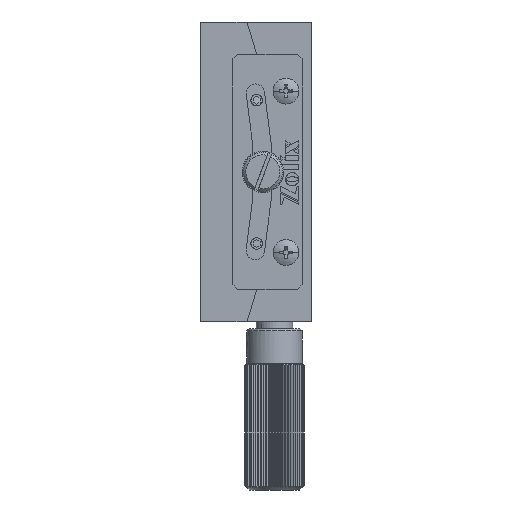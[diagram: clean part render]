
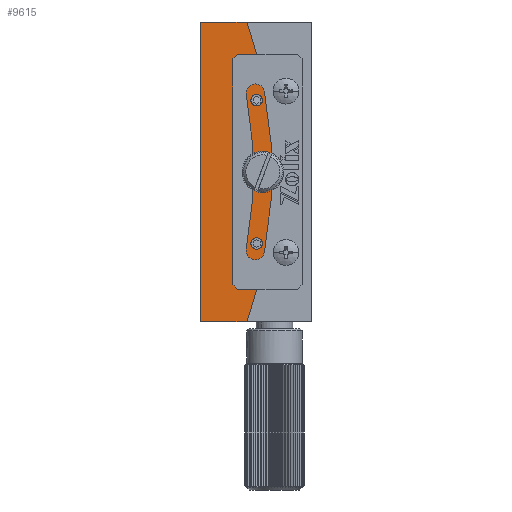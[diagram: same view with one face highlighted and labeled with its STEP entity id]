
A CAD part, left-side view. The second image highlights one B-rep face of the part: STEP entity #9615.
In plain terms, the highlighted planar face has unit normal (-1, 0, 0).
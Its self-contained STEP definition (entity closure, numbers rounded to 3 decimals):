
#296 = CARTESIAN_POINT ( 'NONE',  ( -31.391, 15.061, -32.5 ) ) ;
#459 = VERTEX_POINT ( 'NONE', #5438 ) ;
#546 = VERTEX_POINT ( 'NONE', #1082 ) ;
#631 = EDGE_LOOP ( 'NONE', ( #25321, #5618 ) ) ;
#1082 = CARTESIAN_POINT ( 'NONE',  ( -31.391, 1.561, -1.25 ) ) ;
#1092 = VECTOR ( 'NONE', #14831, 1000. ) ;
#1267 = AXIS2_PLACEMENT_3D ( 'NONE', #17704, #24039, #19793 ) ;
#1440 = CARTESIAN_POINT ( 'NONE',  ( -31.391, 1.561, 0. ) ) ;
#1504 = CARTESIAN_POINT ( 'NONE',  ( -31.391, 5.576, -23.93 ) ) ;
#1600 = VECTOR ( 'NONE', #10929, 1000. ) ;
#2354 = EDGE_CURVE ( 'NONE', #21345, #8518, #4556, .T. ) ;
#2429 = EDGE_CURVE ( 'NONE', #20170, #11359, #25852, .T. ) ;
#2803 = AXIS2_PLACEMENT_3D ( 'NONE', #3453, #17891, #7987 ) ;
#3453 = CARTESIAN_POINT ( 'NONE',  ( -31.391, 5.576, 22.905 ) ) ;
#3594 = CARTESIAN_POINT ( 'NONE',  ( -31.391, 2.92, -15.542 ) ) ;
#3629 = DIRECTION ( 'NONE',  ( 0., 0., -1. ) ) ;
#3666 = DIRECTION ( 'NONE',  ( 0., 0., -1. ) ) ;
#3801 = ORIENTED_EDGE ( 'NONE', *, *, #18323, .F. ) ;
#3812 = CARTESIAN_POINT ( 'NONE',  ( -31.391, 5.576, 21.88 ) ) ;
#4127 = AXIS2_PLACEMENT_3D ( 'NONE', #7888, #16079, #3629 ) ;
#4371 = CARTESIAN_POINT ( 'NONE',  ( -31.391, 14.935, 32.5 ) ) ;
#4556 = CIRCLE ( 'NONE', #10972, 1.25 ) ;
#4597 = FACE_BOUND ( 'NONE', #631, .T. ) ;
#4643 = CARTESIAN_POINT ( 'NONE',  ( -31.391, 2.92, -14.292 ) ) ;
#4785 = EDGE_CURVE ( 'NONE', #11775, #22612, #14838, .T. ) ;
#5027 = ORIENTED_EDGE ( 'NONE', *, *, #12287, .F. ) ;
#5374 = AXIS2_PLACEMENT_3D ( 'NONE', #11285, #19394, #19756 ) ;
#5438 = CARTESIAN_POINT ( 'NONE',  ( -31.391, 15.061, 32.5 ) ) ;
#5618 = ORIENTED_EDGE ( 'NONE', *, *, #10526, .F. ) ;
#6121 = VERTEX_POINT ( 'NONE', #19759 ) ;
#6279 = CARTESIAN_POINT ( 'NONE',  ( -31.391, 5.576, -21.88 ) ) ;
#6315 = CARTESIAN_POINT ( 'NONE',  ( -31.391, 2.92, -15.542 ) ) ;
#6409 = ORIENTED_EDGE ( 'NONE', *, *, #17218, .F. ) ;
#6612 = LINE ( 'NONE', #4371, #1092 ) ;
#6667 = DIRECTION ( 'NONE',  ( 0., 0., 1. ) ) ;
#7125 = EDGE_CURVE ( 'NONE', #20513, #7197, #10850, .T. ) ;
#7197 = VERTEX_POINT ( 'NONE', #3812 ) ;
#7753 = EDGE_CURVE ( 'NONE', #546, #6121, #16616, .T. ) ;
#7888 = CARTESIAN_POINT ( 'NONE',  ( -31.391, 91.061, 0. ) ) ;
#7985 = DIRECTION ( 'NONE',  ( 0., 0., 1. ) ) ;
#7987 = DIRECTION ( 'NONE',  ( 0., 0., 1. ) ) ;
#8139 = CARTESIAN_POINT ( 'NONE',  ( -31.391, 2.92, 16.792 ) ) ;
#8230 = AXIS2_PLACEMENT_3D ( 'NONE', #1440, #13899, #20097 ) ;
#8412 = CIRCLE ( 'NONE', #8230, 1.25 ) ;
#8471 = EDGE_CURVE ( 'NONE', #459, #14721, #8534, .T. ) ;
#8502 = DIRECTION ( 'NONE',  ( 0., 0., 1. ) ) ;
#8518 = VERTEX_POINT ( 'NONE', #18005 ) ;
#8534 = LINE ( 'NONE', #15944, #24994 ) ;
#8832 = CARTESIAN_POINT ( 'NONE',  ( -31.391, 2.92, 15.542 ) ) ;
#8841 = ORIENTED_EDGE ( 'NONE', *, *, #12604, .F. ) ;
#9036 = EDGE_LOOP ( 'NONE', ( #5027, #23262, #10142, #26315 ) ) ;
#9398 = EDGE_LOOP ( 'NONE', ( #6409, #21473 ) ) ;
#9593 = AXIS2_PLACEMENT_3D ( 'NONE', #8832, #18998, #6667 ) ;
#9615 = ADVANCED_FACE ( 'NONE', ( #14917, #16853, #12008, #4597, #25247, #19747 ), #15925, .F. ) ;
#9652 = DIRECTION ( 'NONE',  ( 0., 0., 1. ) ) ;
#10142 = ORIENTED_EDGE ( 'NONE', *, *, #8471, .T. ) ;
#10159 = AXIS2_PLACEMENT_3D ( 'NONE', #3594, #11720, #9652 ) ;
#10316 = DIRECTION ( 'NONE',  ( -1., 0., 0. ) ) ;
#10452 = CIRCLE ( 'NONE', #2803, 1.025 ) ;
#10526 = EDGE_CURVE ( 'NONE', #8518, #21345, #25864, .T. ) ;
#10850 = CIRCLE ( 'NONE', #24091, 1.025 ) ;
#10929 = DIRECTION ( 'NONE',  ( 0., -1., 0. ) ) ;
#10972 = AXIS2_PLACEMENT_3D ( 'NONE', #6315, #16573, #23056 ) ;
#11285 = CARTESIAN_POINT ( 'NONE',  ( -31.391, 2.92, 15.542 ) ) ;
#11291 = DIRECTION ( 'NONE',  ( 0., 0., 1. ) ) ;
#11359 = VERTEX_POINT ( 'NONE', #8139 ) ;
#11720 = DIRECTION ( 'NONE',  ( -1., 0., 0. ) ) ;
#11775 = VERTEX_POINT ( 'NONE', #1504 ) ;
#12008 = FACE_BOUND ( 'NONE', #21790, .T. ) ;
#12287 = EDGE_CURVE ( 'NONE', #24974, #17146, #17343, .T. ) ;
#12296 = CARTESIAN_POINT ( 'NONE',  ( -31.391, 5.576, 22.905 ) ) ;
#12604 = EDGE_CURVE ( 'NONE', #11359, #20170, #22511, .T. ) ;
#12742 = ORIENTED_EDGE ( 'NONE', *, *, #16038, .F. ) ;
#13592 = DIRECTION ( 'NONE',  ( 0., 0., -1. ) ) ;
#13899 = DIRECTION ( 'NONE',  ( -1., 0., 0. ) ) ;
#14294 = AXIS2_PLACEMENT_3D ( 'NONE', #22156, #17640, #13592 ) ;
#14646 = CARTESIAN_POINT ( 'NONE',  ( -31.391, 4.992, -32.5 ) ) ;
#14721 = VERTEX_POINT ( 'NONE', #296 ) ;
#14728 = CARTESIAN_POINT ( 'NONE',  ( -31.391, 14.935, -32.5 ) ) ;
#14831 = DIRECTION ( 'NONE',  ( 0., 1., 0. ) ) ;
#14838 = CIRCLE ( 'NONE', #26746, 1.025 ) ;
#14917 = FACE_BOUND ( 'NONE', #9398, .T. ) ;
#15402 = CARTESIAN_POINT ( 'NONE',  ( -31.391, 4.992, 32.5 ) ) ;
#15925 = PLANE ( 'NONE',  #14294 ) ;
#15944 = CARTESIAN_POINT ( 'NONE',  ( -31.391, 15.061, 51.661 ) ) ;
#16038 = EDGE_CURVE ( 'NONE', #7197, #20513, #10452, .T. ) ;
#16079 = DIRECTION ( 'NONE',  ( 1., 0., 0. ) ) ;
#16573 = DIRECTION ( 'NONE',  ( -1., 0., 0. ) ) ;
#16616 = CIRCLE ( 'NONE', #1267, 1.25 ) ;
#16853 = FACE_BOUND ( 'NONE', #24513, .T. ) ;
#17146 = VERTEX_POINT ( 'NONE', #14646 ) ;
#17218 = EDGE_CURVE ( 'NONE', #22612, #11775, #26212, .T. ) ;
#17343 = CIRCLE ( 'NONE', #4127, 92. ) ;
#17640 = DIRECTION ( 'NONE',  ( 1., 0., 0. ) ) ;
#17704 = CARTESIAN_POINT ( 'NONE',  ( -31.391, 1.561, 0. ) ) ;
#17891 = DIRECTION ( 'NONE',  ( -1., 0., 0. ) ) ;
#18005 = CARTESIAN_POINT ( 'NONE',  ( -31.391, 2.92, -16.792 ) ) ;
#18168 = CARTESIAN_POINT ( 'NONE',  ( -31.391, 5.576, 23.93 ) ) ;
#18323 = EDGE_CURVE ( 'NONE', #6121, #546, #8412, .T. ) ;
#18770 = CARTESIAN_POINT ( 'NONE',  ( -31.391, 5.576, -22.905 ) ) ;
#18998 = DIRECTION ( 'NONE',  ( -1., 0., 0. ) ) ;
#19394 = DIRECTION ( 'NONE',  ( -1., 0., 0. ) ) ;
#19575 = ORIENTED_EDGE ( 'NONE', *, *, #7125, .F. ) ;
#19747 = FACE_OUTER_BOUND ( 'NONE', #9036, .T. ) ;
#19756 = DIRECTION ( 'NONE',  ( 0., 0., 1. ) ) ;
#19759 = CARTESIAN_POINT ( 'NONE',  ( -31.391, 1.561, 1.25 ) ) ;
#19793 = DIRECTION ( 'NONE',  ( 0., 0., 1. ) ) ;
#19994 = LINE ( 'NONE', #14728, #1600 ) ;
#20097 = DIRECTION ( 'NONE',  ( 0., 0., 1. ) ) ;
#20170 = VERTEX_POINT ( 'NONE', #21247 ) ;
#20513 = VERTEX_POINT ( 'NONE', #18168 ) ;
#20549 = ORIENTED_EDGE ( 'NONE', *, *, #2429, .F. ) ;
#20848 = DIRECTION ( 'NONE',  ( -1., 0., 0. ) ) ;
#21223 = EDGE_LOOP ( 'NONE', ( #8841, #20549 ) ) ;
#21247 = CARTESIAN_POINT ( 'NONE',  ( -31.391, 2.92, 14.292 ) ) ;
#21345 = VERTEX_POINT ( 'NONE', #4643 ) ;
#21473 = ORIENTED_EDGE ( 'NONE', *, *, #4785, .F. ) ;
#21479 = CARTESIAN_POINT ( 'NONE',  ( -31.391, 5.576, -22.905 ) ) ;
#21790 = EDGE_LOOP ( 'NONE', ( #3801, #24078 ) ) ;
#22156 = CARTESIAN_POINT ( 'NONE',  ( -31.391, 14.935, 51.661 ) ) ;
#22511 = CIRCLE ( 'NONE', #5374, 1.25 ) ;
#22612 = VERTEX_POINT ( 'NONE', #6279 ) ;
#22770 = EDGE_CURVE ( 'NONE', #24974, #459, #6612, .T. ) ;
#22870 = AXIS2_PLACEMENT_3D ( 'NONE', #21479, #23649, #11291 ) ;
#23056 = DIRECTION ( 'NONE',  ( 0., 0., 1. ) ) ;
#23262 = ORIENTED_EDGE ( 'NONE', *, *, #22770, .T. ) ;
#23649 = DIRECTION ( 'NONE',  ( -1., 0., 0. ) ) ;
#24039 = DIRECTION ( 'NONE',  ( -1., 0., 0. ) ) ;
#24078 = ORIENTED_EDGE ( 'NONE', *, *, #7753, .F. ) ;
#24091 = AXIS2_PLACEMENT_3D ( 'NONE', #12296, #10316, #7985 ) ;
#24513 = EDGE_LOOP ( 'NONE', ( #19575, #12742 ) ) ;
#24974 = VERTEX_POINT ( 'NONE', #15402 ) ;
#24994 = VECTOR ( 'NONE', #3666, 1000. ) ;
#25247 = FACE_BOUND ( 'NONE', #21223, .T. ) ;
#25321 = ORIENTED_EDGE ( 'NONE', *, *, #2354, .F. ) ;
#25841 = EDGE_CURVE ( 'NONE', #14721, #17146, #19994, .T. ) ;
#25852 = CIRCLE ( 'NONE', #9593, 1.25 ) ;
#25864 = CIRCLE ( 'NONE', #10159, 1.25 ) ;
#26212 = CIRCLE ( 'NONE', #22870, 1.025 ) ;
#26315 = ORIENTED_EDGE ( 'NONE', *, *, #25841, .T. ) ;
#26746 = AXIS2_PLACEMENT_3D ( 'NONE', #18770, #20848, #8502 ) ;
